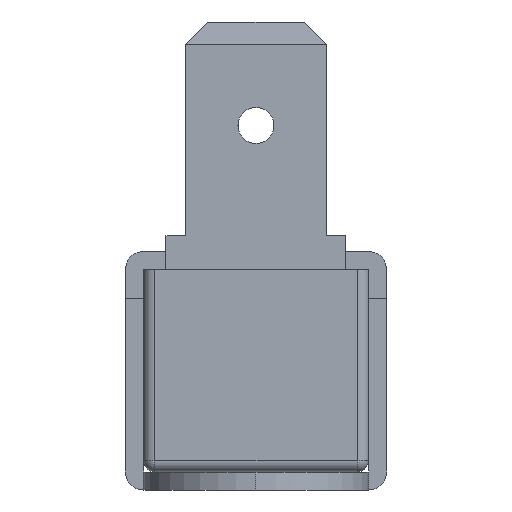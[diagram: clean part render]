
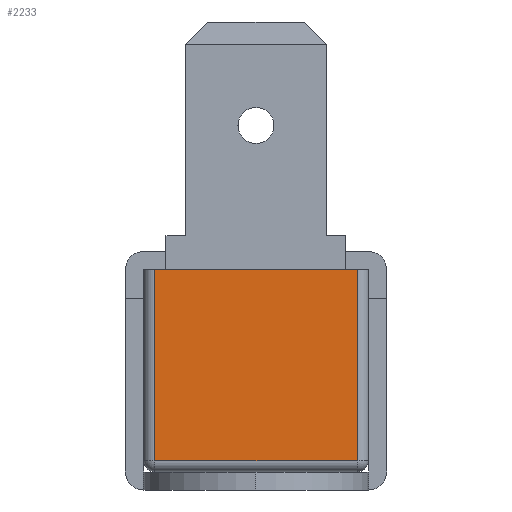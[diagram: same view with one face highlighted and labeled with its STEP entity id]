
A CAD part, left-side view. The second image highlights one B-rep face of the part: STEP entity #2233.
In plain terms, the highlighted planar face has unit normal (-1, 0, 0).
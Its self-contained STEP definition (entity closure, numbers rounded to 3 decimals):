
#159 = VERTEX_POINT ( 'NONE', #1359 ) ;
#314 = VERTEX_POINT ( 'NONE', #1676 ) ;
#409 = EDGE_CURVE ( 'NONE', #1468, #2664, #1923, .T. ) ;
#479 = PLANE ( 'NONE',  #765 ) ;
#493 = DIRECTION ( 'NONE',  ( 0., -1., 0. ) ) ;
#524 = EDGE_CURVE ( 'NONE', #314, #1468, #2217, .T. ) ;
#561 = ORIENTED_EDGE ( 'NONE', *, *, #409, .T. ) ;
#582 = CARTESIAN_POINT ( 'NONE',  ( -92.137, 22.454, 28.257 ) ) ;
#765 = AXIS2_PLACEMENT_3D ( 'NONE', #3107, #2352, #2088 ) ;
#866 = VECTOR ( 'NONE', #2991, 1000. ) ;
#1000 = CARTESIAN_POINT ( 'NONE',  ( -92.137, 13.454, 28.257 ) ) ;
#1046 = DIRECTION ( 'NONE',  ( 0., 0., 1. ) ) ;
#1285 = VECTOR ( 'NONE', #493, 1000. ) ;
#1326 = EDGE_CURVE ( 'NONE', #2664, #159, #1627, .T. ) ;
#1359 = CARTESIAN_POINT ( 'NONE',  ( -92.137, 13.454, 28.257 ) ) ;
#1468 = VERTEX_POINT ( 'NONE', #1568 ) ;
#1568 = CARTESIAN_POINT ( 'NONE',  ( -92.137, 22.454, 19.757 ) ) ;
#1627 = LINE ( 'NONE', #1000, #3180 ) ;
#1646 = EDGE_LOOP ( 'NONE', ( #3194, #3025, #561, #2057 ) ) ;
#1656 = FACE_OUTER_BOUND ( 'NONE', #1646, .T. ) ;
#1676 = CARTESIAN_POINT ( 'NONE',  ( -92.137, 22.454, 28.257 ) ) ;
#1785 = CARTESIAN_POINT ( 'NONE',  ( -92.137, 13.454, 19.757 ) ) ;
#1824 = CARTESIAN_POINT ( 'NONE',  ( -92.137, 12.954, 19.757 ) ) ;
#1923 = LINE ( 'NONE', #1824, #1285 ) ;
#1932 = EDGE_CURVE ( 'NONE', #314, #159, #3141, .T. ) ;
#1960 = CARTESIAN_POINT ( 'NONE',  ( -92.137, 12.954, 28.257 ) ) ;
#2057 = ORIENTED_EDGE ( 'NONE', *, *, #1326, .T. ) ;
#2088 = DIRECTION ( 'NONE',  ( 0., 0., -1. ) ) ;
#2217 = LINE ( 'NONE', #582, #2290 ) ;
#2233 = ADVANCED_FACE ( 'NONE', ( #1656 ), #479, .F. ) ;
#2290 = VECTOR ( 'NONE', #2447, 1000. ) ;
#2352 = DIRECTION ( 'NONE',  ( 1., 0., 0. ) ) ;
#2447 = DIRECTION ( 'NONE',  ( 0., 0., -1. ) ) ;
#2664 = VERTEX_POINT ( 'NONE', #1785 ) ;
#2991 = DIRECTION ( 'NONE',  ( 0., -1., 0. ) ) ;
#3025 = ORIENTED_EDGE ( 'NONE', *, *, #524, .T. ) ;
#3107 = CARTESIAN_POINT ( 'NONE',  ( -92.137, 12.954, 28.257 ) ) ;
#3141 = LINE ( 'NONE', #1960, #866 ) ;
#3180 = VECTOR ( 'NONE', #1046, 1000. ) ;
#3194 = ORIENTED_EDGE ( 'NONE', *, *, #1932, .F. ) ;
